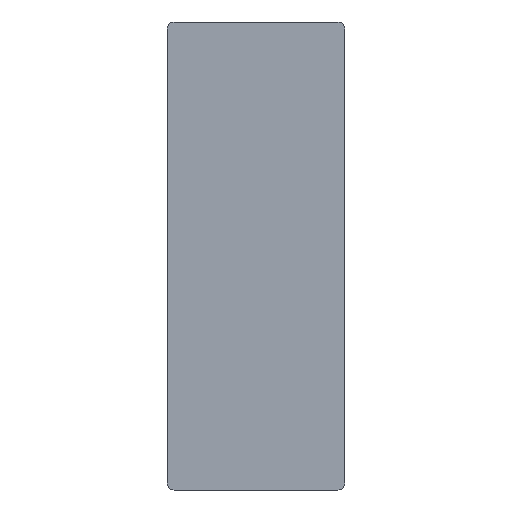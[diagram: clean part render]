
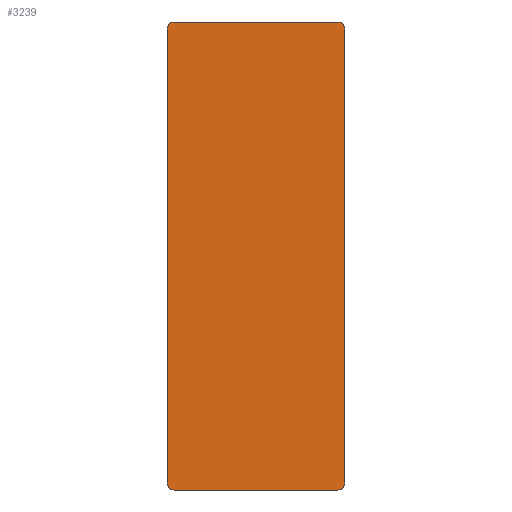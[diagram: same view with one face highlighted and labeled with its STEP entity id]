
A CAD part, left-side view. The second image highlights one B-rep face of the part: STEP entity #3239.
In plain terms, the highlighted planar face has unit normal (-1, 0, 0).
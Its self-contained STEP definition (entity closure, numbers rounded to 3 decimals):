
#2934=CARTESIAN_POINT('POINT1940',(-18.7,17.5,84.));
#2935=VERTEX_POINT('VERTEX1940',#2934);
#2942=CARTESIAN_POINT('POINT1941',(-18.7,-17.5,84.));
#2943=VERTEX_POINT('VERTEX1941',#2942);
#2944=CARTESIAN_POINT('POS2696',(-18.7,-17.5,84.));
#2945=DIRECTION('DIR4217',(0.,1.,0.));
#2946=VECTOR('VEC1175',#2945,1.);
#2947=LINE('STRAIGHT1175',#2944,#2946);
#2948=EDGE_CURVE('EDGE3119',#2943,#2935,#2947,.T.);
#3013=CARTESIAN_POINT('POINT1945',(-18.7,19.,82.5));
#3014=VERTEX_POINT('VERTEX1945',#3013);
#3021=CARTESIAN_POINT('POS2705',(-18.7,17.5,82.5));
#3022=DIRECTION('DIR4230',(-1.,0.,0.));
#3023=DIRECTION('DIR4231',(0.,0.,1.));
#3024=AXIS2_PLACEMENT_3D('AXIS1526',#3021,#3022,#3023);
#3025=CIRCLE('ELLIPSE734',#3024,1.5);
#3026=EDGE_CURVE('EDGE3127',#2935,#3014,#3025,.T.);
#3077=CARTESIAN_POINT('POINT1948',(-18.7,17.5,-16.));
#3078=VERTEX_POINT('VERTEX1948',#3077);
#3087=CARTESIAN_POINT('POINT1950',(-18.7,19.,-14.5));
#3088=VERTEX_POINT('VERTEX1950',#3087);
#3089=CARTESIAN_POINT('POS2712',(-18.7,17.5,-14.5));
#3090=DIRECTION('DIR4241',(-1.,0.,0.));
#3091=DIRECTION('DIR4242',(0.,1.,0.));
#3092=AXIS2_PLACEMENT_3D('AXIS1530',#3089,#3090,#3091);
#3093=CIRCLE('ELLIPSE736',#3092,1.5);
#3094=EDGE_CURVE('EDGE3133',#3088,#3078,#3093,.T.);
#3159=CARTESIAN_POINT('POINT1954',(-18.7,-19.,-14.5));
#3160=VERTEX_POINT('VERTEX1954',#3159);
#3169=CARTESIAN_POINT('POINT1956',(-18.7,-17.5,-16.));
#3170=VERTEX_POINT('VERTEX1956',#3169);
#3171=CARTESIAN_POINT('POS2721',(-18.7,-17.5,-14.5));
#3172=DIRECTION('DIR4255',(-1.,0.,0.));
#3173=DIRECTION('DIR4256',(0.,0.,-1.));
#3174=AXIS2_PLACEMENT_3D('AXIS1535',#3171,#3172,#3173);
#3175=CIRCLE('ELLIPSE739',#3174,1.5);
#3176=EDGE_CURVE('EDGE3141',#3170,#3160,#3175,.T.);
#3201=CARTESIAN_POINT('POS2725',(-18.7,0.,
   -16.));
#3202=DIRECTION('DIR4262',(0.,-1.,0.));
#3203=VECTOR('VEC1188',#3202,1.);
#3204=LINE('STRAIGHT1188',#3201,#3203);
#3205=EDGE_CURVE('EDGE3144',#3078,#3170,#3204,.T.);
#3206=ORIENTED_EDGE('COEDGE6255',*,*,#3205,.T.);
#3207=ORIENTED_EDGE('COEDGE6256',*,*,#3176,.T.);
#3208=CARTESIAN_POINT('POINT1958',(-18.7,-19.,82.5));
#3209=VERTEX_POINT('VERTEX1958',#3208);
#3210=CARTESIAN_POINT('POS2726',(-18.7,-19.,-14.5));
#3211=DIRECTION('DIR4263',(0.,0.,1.));
#3212=VECTOR('VEC1189',#3211,1.);
#3213=LINE('STRAIGHT1189',#3210,#3212);
#3214=EDGE_CURVE('EDGE3145',#3160,#3209,#3213,.T.);
#3215=ORIENTED_EDGE('COEDGE6257',*,*,#3214,.T.);
#3216=CARTESIAN_POINT('POS2727',(-18.7,-17.5,82.5));
#3217=DIRECTION('DIR4264',(-1.,0.,0.));
#3218=DIRECTION('DIR4265',(0.,-1.,0.));
#3219=AXIS2_PLACEMENT_3D('AXIS1538',#3216,#3217,#3218);
#3220=CIRCLE('ELLIPSE741',#3219,1.5);
#3221=EDGE_CURVE('EDGE3146',#3209,#2943,#3220,.T.);
#3222=ORIENTED_EDGE('COEDGE6258',*,*,#3221,.T.);
#3223=ORIENTED_EDGE('COEDGE6259',*,*,#2948,.T.);
#3224=ORIENTED_EDGE('COEDGE6260',*,*,#3026,.T.);
#3225=CARTESIAN_POINT('POS2728',(-18.7,19.,82.5));
#3226=DIRECTION('DIR4266',(0.,0.,-1.));
#3227=VECTOR('VEC1190',#3226,1.);
#3228=LINE('STRAIGHT1190',#3225,#3227);
#3229=EDGE_CURVE('EDGE3147',#3014,#3088,#3228,.T.);
#3230=ORIENTED_EDGE('COEDGE6261',*,*,#3229,.T.);
#3231=ORIENTED_EDGE('COEDGE6262',*,*,#3094,.T.);
#3232=EDGE_LOOP('NONE',(#3206,#3207,#3215,#3222,#3223,#3224,#3230,#3231)
   );
#3233=FACE_BOUND('LOOP1',#3232,.T.);
#3234=CARTESIAN_POINT('POS2729',(-18.7,0.,
   34.));
#3235=DIRECTION('DIR4267',(1.,0.,0.));
#3236=DIRECTION('DIR4268',(0.,1.,0.));
#3237=AXIS2_PLACEMENT_3D('AXIS1539',#3234,#3235,#3236);
#3238=PLANE('PLANE446',#3237);
#3239=ADVANCED_FACE('FACE1382',(#3233),#3238,.F.);
